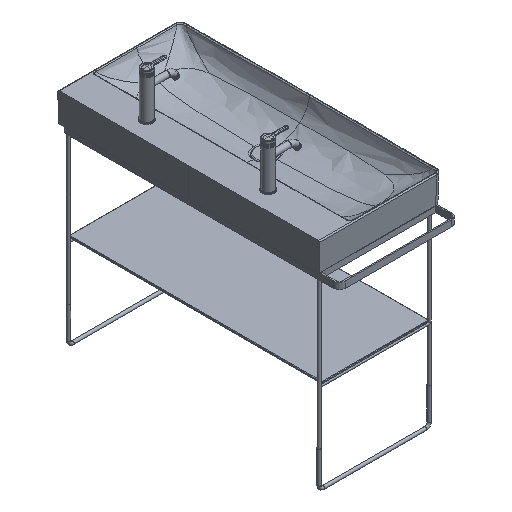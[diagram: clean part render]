
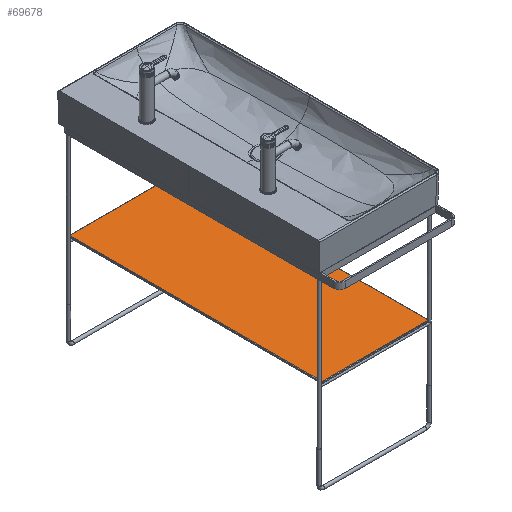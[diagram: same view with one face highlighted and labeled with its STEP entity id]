
A CAD part, isometric view. The second image highlights one B-rep face of the part: STEP entity #69678.
In plain terms, the highlighted planar face has unit normal (0, 0, 1).
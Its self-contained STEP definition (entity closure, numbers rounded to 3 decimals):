
#69264=CARTESIAN_POINT('',(546.405,12.181,8.0));
#69265=VERTEX_POINT('',#69264);
#69372=CARTESIAN_POINT('',(-419.095,-393.319,8.0));
#69373=VERTEX_POINT('',#69372);
#69426=CARTESIAN_POINT('',(546.405,-393.319,8.0));
#69427=VERTEX_POINT('',#69426);
#69486=CARTESIAN_POINT('',(546.405,12.181,8.0));
#69487=DIRECTION('',(0.0,-1.0,0.0));
#69488=VECTOR('',#69487,405.5);
#69489=LINE('',#69486,#69488);
#69490=EDGE_CURVE('',#69265,#69427,#69489,.T.);
#69508=CARTESIAN_POINT('',(546.405,-393.319,8.0));
#69509=DIRECTION('',(-1.0,0.0,0.0));
#69510=VECTOR('',#69509,965.5);
#69511=LINE('',#69508,#69510);
#69512=EDGE_CURVE('',#69427,#69373,#69511,.T.);
#69531=CARTESIAN_POINT('',(-419.095,12.181,8.0));
#69532=VERTEX_POINT('',#69531);
#69533=CARTESIAN_POINT('',(-419.095,-393.319,8.0));
#69534=DIRECTION('',(0.0,1.0,0.0));
#69535=VECTOR('',#69534,405.5);
#69536=LINE('',#69533,#69535);
#69537=EDGE_CURVE('',#69373,#69532,#69536,.T.);
#69575=CARTESIAN_POINT('',(-419.095,12.181,8.0));
#69576=DIRECTION('',(1.0,0.0,0.0));
#69577=VECTOR('',#69576,965.5);
#69578=LINE('',#69575,#69577);
#69579=EDGE_CURVE('',#69532,#69265,#69578,.T.);
#69667=CARTESIAN_POINT('',(63.655,-190.569,8.0));
#69668=DIRECTION('',(0.0,0.0,1.0));
#69669=DIRECTION('',(1.0,0.0,0.0));
#69670=AXIS2_PLACEMENT_3D('',#69667,#69668,#69669);
#69671=PLANE('',#69670);
#69672=ORIENTED_EDGE('',*,*,#69490,.F.);
#69673=ORIENTED_EDGE('',*,*,#69579,.F.);
#69674=ORIENTED_EDGE('',*,*,#69537,.F.);
#69675=ORIENTED_EDGE('',*,*,#69512,.F.);
#69676=EDGE_LOOP('',(#69672,#69673,#69674,#69675));
#69677=FACE_OUTER_BOUND('',#69676,.T.);
#69678=ADVANCED_FACE('',(#69677),#69671,.T.);
